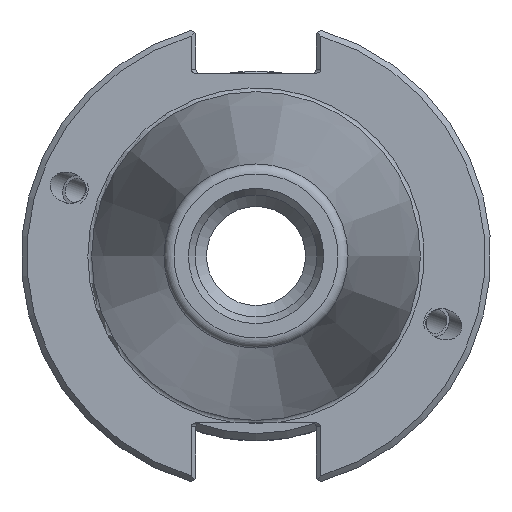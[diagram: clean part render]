
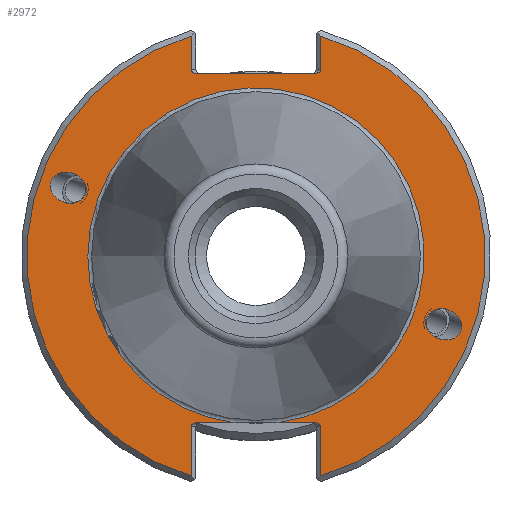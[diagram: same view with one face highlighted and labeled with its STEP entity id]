
A CAD part, left-side view. The second image highlights one B-rep face of the part: STEP entity #2972.
In plain terms, the highlighted planar face has unit normal (-1, 0, 0).
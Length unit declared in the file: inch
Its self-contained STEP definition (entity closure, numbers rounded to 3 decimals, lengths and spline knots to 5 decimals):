
#2213=CARTESIAN_POINT('',(0.125,-0.90631,-0.32987));
#2214=VERTEX_POINT('',#2213);
#2215=CARTESIAN_POINT('',(0.125,-0.99889,-0.36357));
#2216=DIRECTION('',(1.0,0.,0.));
#2217=DIRECTION('',(0.,-0.94,-0.342));
#2218=AXIS2_PLACEMENT_3D('',#2215,#2216,#2217);
#2219=ELLIPSE('',#2218,0.09853,0.08071);
#2220=EDGE_CURVE('',#2214,#2214,#2219,.T.);
#2293=CARTESIAN_POINT('',(0.125,0.90631,0.32987));
#2294=VERTEX_POINT('',#2293);
#2295=CARTESIAN_POINT('',(0.125,0.99889,0.36357));
#2296=DIRECTION('',(1.0,0.,0.));
#2297=DIRECTION('',(0.,0.94,0.342));
#2298=AXIS2_PLACEMENT_3D('',#2295,#2296,#2297);
#2299=ELLIPSE('',#2298,0.09853,0.08071);
#2300=EDGE_CURVE('',#2294,#2294,#2299,.T.);
#2754=CARTESIAN_POINT('',(0.125,0.31672,0.972));
#2755=VERTEX_POINT('',#2754);
#2764=CARTESIAN_POINT('',(0.125,-0.31672,0.972));
#2765=VERTEX_POINT('',#2764);
#2766=CARTESIAN_POINT('',(0.125,0.31672,0.972));
#2767=DIRECTION('',(0.0,-1.0,0.0));
#2768=VECTOR('',#2767,0.63343);
#2769=LINE('',#2766,#2768);
#2770=EDGE_CURVE('',#2755,#2765,#2769,.T.);
#2820=CARTESIAN_POINT('',(0.125,-0.11172,-0.888));
#2821=VERTEX_POINT('',#2820);
#2822=CARTESIAN_POINT('',(0.125,0.11172,-0.888));
#2823=VERTEX_POINT('',#2822);
#2838=CARTESIAN_POINT('',(0.125,0.0,0.0));
#2839=DIRECTION('',(-1.0,0.0,0.0));
#2840=DIRECTION('',(0.0,-1.0,0.0));
#2841=AXIS2_PLACEMENT_3D('',#2838,#2839,#2840);
#2842=CIRCLE('',#2841,0.895);
#2843=EDGE_CURVE('',#2821,#2823,#2842,.T.);
#2859=CARTESIAN_POINT('',(0.125,1.0625,0.0));
#2860=DIRECTION('',(-1.0,0.0,0.0));
#2861=DIRECTION('',(0.0,0.0,1.0));
#2862=AXIS2_PLACEMENT_3D('',#2859,#2860,#2861);
#2863=PLANE('',#2862);
#2864=ORIENTED_EDGE('',*,*,#2843,.F.);
#2865=CARTESIAN_POINT('',(0.125,-0.31672,-0.888));
#2866=VERTEX_POINT('',#2865);
#2867=CARTESIAN_POINT('',(0.125,-0.31672,-0.888));
#2868=DIRECTION('',(0.0,1.0,0.0));
#2869=VECTOR('',#2868,0.205);
#2870=LINE('',#2867,#2869);
#2871=EDGE_CURVE('',#2866,#2821,#2870,.T.);
#2872=ORIENTED_EDGE('',*,*,#2871,.F.);
#2873=CARTESIAN_POINT('',(0.125,-0.345,-0.908));
#2874=VERTEX_POINT('',#2873);
#2875=CARTESIAN_POINT('',(0.125,-0.31672,-0.908));
#2876=DIRECTION('',(-1.0,0.0,0.0));
#2877=DIRECTION('',(0.0,-1.0,0.0));
#2878=AXIS2_PLACEMENT_3D('',#2875,#2876,#2877);
#2879=ELLIPSE('',#2878,0.02828,0.02);
#2880=EDGE_CURVE('',#2874,#2866,#2879,.T.);
#2881=ORIENTED_EDGE('',*,*,#2880,.F.);
#2882=CARTESIAN_POINT('',(0.125,-0.345,-1.1702));
#2883=VERTEX_POINT('',#2882);
#2884=CARTESIAN_POINT('',(0.125,-0.345,-1.1702));
#2885=DIRECTION('',(0.0,0.0,1.0));
#2886=VECTOR('',#2885,0.2622);
#2887=LINE('',#2884,#2886);
#2888=EDGE_CURVE('',#2883,#2874,#2887,.T.);
#2889=ORIENTED_EDGE('',*,*,#2888,.F.);
#2890=CARTESIAN_POINT('',(0.125,-0.345,1.1702));
#2891=VERTEX_POINT('',#2890);
#2892=CARTESIAN_POINT('',(0.125,0.0,0.0));
#2893=DIRECTION('',(1.0,0.0,0.0));
#2894=DIRECTION('',(0.0,-1.0,0.0));
#2895=AXIS2_PLACEMENT_3D('',#2892,#2893,#2894);
#2896=CIRCLE('',#2895,1.22);
#2897=EDGE_CURVE('',#2891,#2883,#2896,.T.);
#2898=ORIENTED_EDGE('',*,*,#2897,.F.);
#2899=CARTESIAN_POINT('',(0.125,-0.345,0.992));
#2900=VERTEX_POINT('',#2899);
#2901=CARTESIAN_POINT('',(0.125,-0.345,0.992));
#2902=DIRECTION('',(0.0,0.0,1.0));
#2903=VECTOR('',#2902,0.1782);
#2904=LINE('',#2901,#2903);
#2905=EDGE_CURVE('',#2900,#2891,#2904,.T.);
#2906=ORIENTED_EDGE('',*,*,#2905,.F.);
#2907=CARTESIAN_POINT('',(0.125,-0.31672,0.992));
#2908=DIRECTION('',(-1.0,0.0,0.0));
#2909=DIRECTION('',(0.0,-1.0,0.0));
#2910=AXIS2_PLACEMENT_3D('',#2907,#2908,#2909);
#2911=ELLIPSE('',#2910,0.02828,0.02);
#2912=EDGE_CURVE('',#2765,#2900,#2911,.T.);
#2913=ORIENTED_EDGE('',*,*,#2912,.F.);
#2914=ORIENTED_EDGE('',*,*,#2770,.F.);
#2915=CARTESIAN_POINT('',(0.125,0.345,0.992));
#2916=VERTEX_POINT('',#2915);
#2917=CARTESIAN_POINT('',(0.125,0.31672,0.992));
#2918=DIRECTION('',(-1.0,0.0,0.0));
#2919=DIRECTION('',(0.0,1.0,0.0));
#2920=AXIS2_PLACEMENT_3D('',#2917,#2918,#2919);
#2921=ELLIPSE('',#2920,0.02828,0.02);
#2922=EDGE_CURVE('',#2916,#2755,#2921,.T.);
#2923=ORIENTED_EDGE('',*,*,#2922,.F.);
#2924=CARTESIAN_POINT('',(0.125,0.345,1.1702));
#2925=VERTEX_POINT('',#2924);
#2926=CARTESIAN_POINT('',(0.125,0.345,1.1702));
#2927=DIRECTION('',(0.0,0.0,-1.0));
#2928=VECTOR('',#2927,0.1782);
#2929=LINE('',#2926,#2928);
#2930=EDGE_CURVE('',#2925,#2916,#2929,.T.);
#2931=ORIENTED_EDGE('',*,*,#2930,.F.);
#2932=CARTESIAN_POINT('',(0.125,0.345,-1.1702));
#2933=VERTEX_POINT('',#2932);
#2934=CARTESIAN_POINT('',(0.125,0.0,0.0));
#2935=DIRECTION('',(1.0,0.0,0.0));
#2936=DIRECTION('',(0.0,1.0,0.0));
#2937=AXIS2_PLACEMENT_3D('',#2934,#2935,#2936);
#2938=CIRCLE('',#2937,1.22);
#2939=EDGE_CURVE('',#2933,#2925,#2938,.T.);
#2940=ORIENTED_EDGE('',*,*,#2939,.F.);
#2941=CARTESIAN_POINT('',(0.125,0.345,-0.908));
#2942=VERTEX_POINT('',#2941);
#2943=CARTESIAN_POINT('',(0.125,0.345,-0.908));
#2944=DIRECTION('',(0.0,0.0,-1.0));
#2945=VECTOR('',#2944,0.2622);
#2946=LINE('',#2943,#2945);
#2947=EDGE_CURVE('',#2942,#2933,#2946,.T.);
#2948=ORIENTED_EDGE('',*,*,#2947,.F.);
#2949=CARTESIAN_POINT('',(0.125,0.31672,-0.888));
#2950=VERTEX_POINT('',#2949);
#2951=CARTESIAN_POINT('',(0.125,0.31672,-0.908));
#2952=DIRECTION('',(-1.0,0.0,0.0));
#2953=DIRECTION('',(0.0,1.0,0.0));
#2954=AXIS2_PLACEMENT_3D('',#2951,#2952,#2953);
#2955=ELLIPSE('',#2954,0.02828,0.02);
#2956=EDGE_CURVE('',#2950,#2942,#2955,.T.);
#2957=ORIENTED_EDGE('',*,*,#2956,.F.);
#2958=CARTESIAN_POINT('',(0.125,0.11172,-0.888));
#2959=DIRECTION('',(0.0,1.0,0.0));
#2960=VECTOR('',#2959,0.205);
#2961=LINE('',#2958,#2960);
#2962=EDGE_CURVE('',#2823,#2950,#2961,.T.);
#2963=ORIENTED_EDGE('',*,*,#2962,.F.);
#2964=EDGE_LOOP('',(#2864,#2872,#2881,#2889,#2898,#2906,#2913,#2914,#2923,#2931,#2940,#2948,#2957,#2963));
#2965=FACE_OUTER_BOUND('',#2964,.T.);
#2966=ORIENTED_EDGE('',*,*,#2220,.T.);
#2967=EDGE_LOOP('',(#2966));
#2968=FACE_BOUND('',#2967,.T.);
#2969=ORIENTED_EDGE('',*,*,#2300,.T.);
#2970=EDGE_LOOP('',(#2969));
#2971=FACE_BOUND('',#2970,.T.);
#2972=ADVANCED_FACE('',(#2965,#2968,#2971),#2863,.T.);
